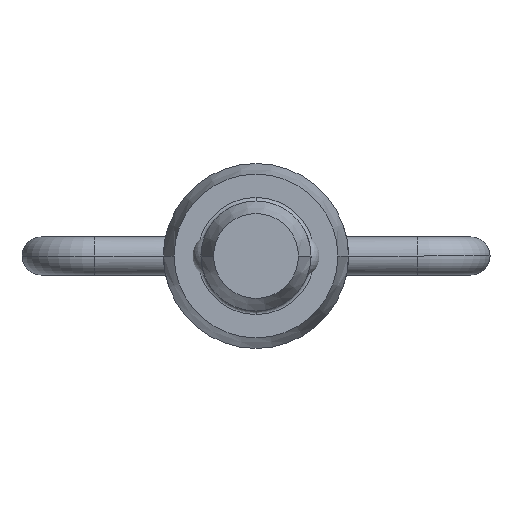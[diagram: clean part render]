
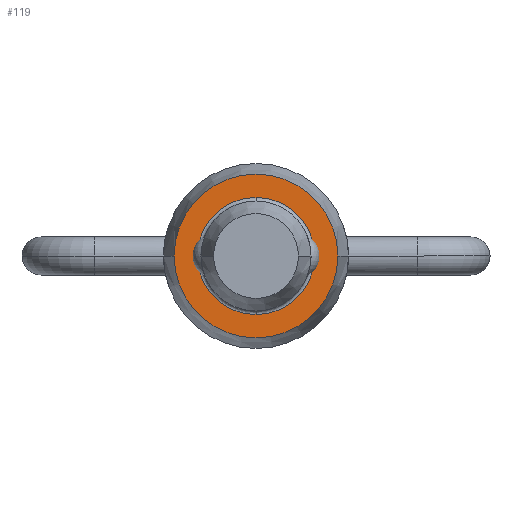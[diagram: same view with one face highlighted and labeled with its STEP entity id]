
A CAD part, front view. The second image highlights one B-rep face of the part: STEP entity #119.
In plain terms, the highlighted planar face has unit normal (0, -1, 0).
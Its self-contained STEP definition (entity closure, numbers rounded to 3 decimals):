
#119=ADVANCED_FACE('',(#246,#247),#248,.T.);
#246=FACE_OUTER_BOUND('',#379,.T.);
#247=FACE_BOUND('',#380,.T.);
#248=PLANE('',#381);
#379=EDGE_LOOP('',(#660,#661));
#380=EDGE_LOOP('',(#662,#663,#664));
#381=AXIS2_PLACEMENT_3D('',#665,#666,#667);
#660=ORIENTED_EDGE('',*,*,#901,.T.);
#661=ORIENTED_EDGE('',*,*,#853,.T.);
#662=ORIENTED_EDGE('',*,*,#886,.T.);
#663=ORIENTED_EDGE('',*,*,#794,.T.);
#664=ORIENTED_EDGE('',*,*,#887,.T.);
#665=CARTESIAN_POINT('',(-4.355,0.0,0.0));
#666=DIRECTION('',(0.,-1.0,0.0));
#667=DIRECTION('',(1.0,0.,0.0));
#794=EDGE_CURVE('',#933,#939,#941,.T.);
#853=EDGE_CURVE('',#1033,#1031,#1034,.T.);
#886=EDGE_CURVE('',#1081,#933,#1082,.T.);
#887=EDGE_CURVE('',#939,#1081,#1083,.T.);
#901=EDGE_CURVE('',#1031,#1033,#1100,.T.);
#933=VERTEX_POINT('',#1138);
#939=VERTEX_POINT('',#1144);
#941=CIRCLE('',#1146,3.375);
#1031=VERTEX_POINT('',#1369);
#1033=VERTEX_POINT('',#1372);
#1034=CIRCLE('',#1373,4.722);
#1081=VERTEX_POINT('',#1425);
#1082=CIRCLE('',#1426,3.375);
#1083=CIRCLE('',#1427,3.375);
#1100=CIRCLE('',#1446,4.722);
#1138=CARTESIAN_POINT('',(0.,0.,3.375));
#1144=CARTESIAN_POINT('',(0.,0.,-3.375));
#1146=AXIS2_PLACEMENT_3D('',#1553,#1554,#1555);
#1369=CARTESIAN_POINT('',(-4.722,0.0,0.0));
#1372=CARTESIAN_POINT('',(4.722,0.,0.));
#1373=AXIS2_PLACEMENT_3D('',#1641,#1642,#1643);
#1425=CARTESIAN_POINT('',(-3.375,0.0,0.0));
#1426=AXIS2_PLACEMENT_3D('',#1703,#1704,#1705);
#1427=AXIS2_PLACEMENT_3D('',#1706,#1707,#1708);
#1446=AXIS2_PLACEMENT_3D('',#1726,#1727,#1728);
#1553=CARTESIAN_POINT('',(0.,0.0,0.0));
#1554=DIRECTION('',(0.,1.0,0.0));
#1555=DIRECTION('',(-1.0,0.,0.0));
#1641=CARTESIAN_POINT('',(0.,0.0,0.));
#1642=DIRECTION('',(0.,-1.0,0.0));
#1643=DIRECTION('',(-1.0,0.,0.0));
#1703=CARTESIAN_POINT('',(0.,0.0,0.0));
#1704=DIRECTION('',(0.,1.0,0.0));
#1705=DIRECTION('',(-1.0,0.,0.0));
#1706=CARTESIAN_POINT('',(0.,0.0,0.0));
#1707=DIRECTION('',(0.,1.0,0.0));
#1708=DIRECTION('',(-1.0,0.,0.0));
#1726=CARTESIAN_POINT('',(0.,0.0,0.));
#1727=DIRECTION('',(0.,-1.0,0.0));
#1728=DIRECTION('',(-1.0,0.,0.0));
